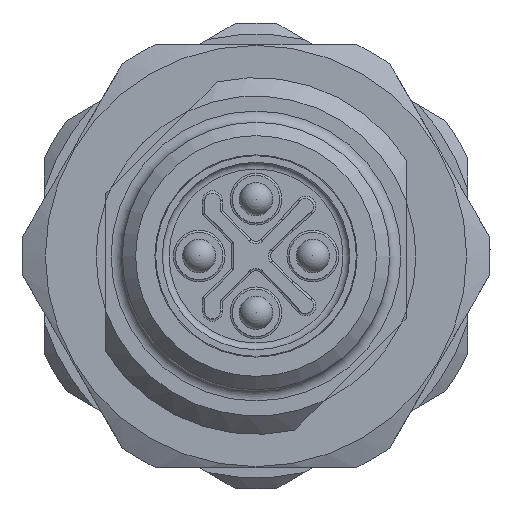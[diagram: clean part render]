
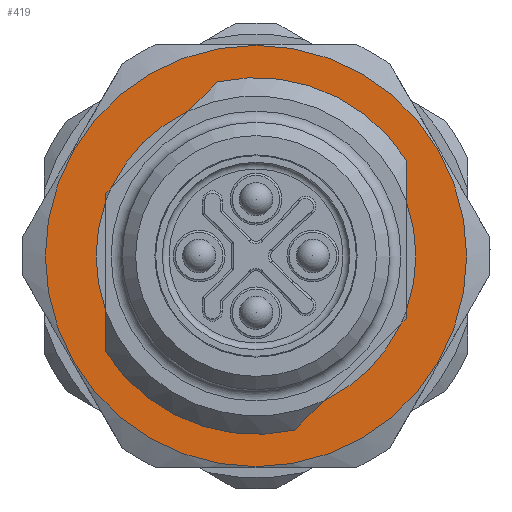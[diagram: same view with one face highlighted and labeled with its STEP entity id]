
A CAD part, left-side view. The second image highlights one B-rep face of the part: STEP entity #419.
In plain terms, the highlighted planar face has unit normal (-1, 0, 0).
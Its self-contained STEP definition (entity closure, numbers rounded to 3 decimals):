
#86=PLANE('',#4972);
#277=FACE_BOUND('',#1068,.T.);
#278=FACE_BOUND('',#1069,.T.);
#419=ADVANCED_FACE('',(#277,#278),#86,.T.);
#1068=EDGE_LOOP('',(#2330));
#1069=EDGE_LOOP('',(#2331,#2332,#2333,#2334,#2335,#2336,#2337,#2338,#2339,
#2340,#2341,#2342,#2343,#2344));
#1359=LINE('',#6976,#1688);
#1363=LINE('',#6994,#1692);
#1370=LINE('',#7012,#1699);
#1373=LINE('',#7027,#1702);
#1380=LINE('',#7048,#1709);
#1384=LINE('',#7066,#1713);
#1389=LINE('',#7083,#1718);
#1392=LINE('',#7098,#1721);
#1688=VECTOR('',#5451,1.);
#1692=VECTOR('',#5455,1.);
#1699=VECTOR('',#5464,1.);
#1702=VECTOR('',#5467,1.);
#1709=VECTOR('',#5480,1.);
#1713=VECTOR('',#5484,1.);
#1718=VECTOR('',#5491,1.);
#1721=VECTOR('',#5494,1.);
#2330=ORIENTED_EDGE('',*,*,#4051,.F.);
#2331=ORIENTED_EDGE('',*,*,#4052,.F.);
#2332=ORIENTED_EDGE('',*,*,#3864,.T.);
#2333=ORIENTED_EDGE('',*,*,#3872,.T.);
#2334=ORIENTED_EDGE('',*,*,#4053,.F.);
#2335=ORIENTED_EDGE('',*,*,#3877,.T.);
#2336=ORIENTED_EDGE('',*,*,#4044,.F.);
#2337=ORIENTED_EDGE('',*,*,#3898,.F.);
#2338=ORIENTED_EDGE('',*,*,#4054,.F.);
#2339=ORIENTED_EDGE('',*,*,#3903,.F.);
#2340=ORIENTED_EDGE('',*,*,#3886,.F.);
#2341=ORIENTED_EDGE('',*,*,#4055,.F.);
#2342=ORIENTED_EDGE('',*,*,#3892,.F.);
#2343=ORIENTED_EDGE('',*,*,#3908,.F.);
#2344=ORIENTED_EDGE('',*,*,#3858,.T.);
#3399=VERTEX_POINT('',#6975);
#3400=VERTEX_POINT('',#6977);
#3405=VERTEX_POINT('',#6993);
#3406=VERTEX_POINT('',#6995);
#3411=VERTEX_POINT('',#7011);
#3415=VERTEX_POINT('',#7026);
#3416=VERTEX_POINT('',#7028);
#3422=VERTEX_POINT('',#7047);
#3423=VERTEX_POINT('',#7049);
#3428=VERTEX_POINT('',#7065);
#3429=VERTEX_POINT('',#7067);
#3433=VERTEX_POINT('',#7082);
#3434=VERTEX_POINT('',#7084);
#3438=VERTEX_POINT('',#7099);
#3551=VERTEX_POINT('',#7473);
#3858=EDGE_CURVE('',#3400,#3399,#1359,.T.);
#3864=EDGE_CURVE('',#3406,#3405,#1363,.T.);
#3872=EDGE_CURVE('',#3405,#3411,#1370,.T.);
#3877=EDGE_CURVE('',#3416,#3415,#1373,.T.);
#3886=EDGE_CURVE('',#3422,#3423,#1380,.T.);
#3892=EDGE_CURVE('',#3428,#3429,#1384,.T.);
#3898=EDGE_CURVE('',#3433,#3434,#1389,.T.);
#3903=EDGE_CURVE('',#3423,#3438,#1392,.T.);
#3908=EDGE_CURVE('',#3400,#3428,#4540,.T.);
#4044=EDGE_CURVE('',#3434,#3415,#4612,.T.);
#4051=EDGE_CURVE('',#3551,#3551,#4619,.T.);
#4052=EDGE_CURVE('',#3406,#3399,#4620,.T.);
#4053=EDGE_CURVE('',#3416,#3411,#4621,.T.);
#4054=EDGE_CURVE('',#3438,#3433,#4622,.T.);
#4055=EDGE_CURVE('',#3429,#3422,#4623,.T.);
#4540=CIRCLE('',#4849,8.);
#4612=CIRCLE('',#4941,8.);
#4619=CIRCLE('',#4967,9.45);
#4620=CIRCLE('',#4968,7.172);
#4621=CIRCLE('',#4969,7.172);
#4622=CIRCLE('',#4970,7.172);
#4623=CIRCLE('',#4971,7.172);
#4849=AXIS2_PLACEMENT_3D('',#7107,#5504,#5505);
#4941=AXIS2_PLACEMENT_3D('',#7440,#5728,#5729);
#4967=AXIS2_PLACEMENT_3D('',#7472,#5780,#5781);
#4968=AXIS2_PLACEMENT_3D('',#7474,#5782,#5783);
#4969=AXIS2_PLACEMENT_3D('',#7475,#5784,#5785);
#4970=AXIS2_PLACEMENT_3D('',#7476,#5786,#5787);
#4971=AXIS2_PLACEMENT_3D('',#7477,#5788,#5789);
#4972=AXIS2_PLACEMENT_3D('',#7478,#5790,#5791);
#5451=DIRECTION('',(0.,0.,-1.));
#5455=DIRECTION('',(0.,0.,-1.));
#5464=DIRECTION('',(0.,0.707,-0.707));
#5467=DIRECTION('',(0.,0.707,-0.707));
#5480=DIRECTION('',(0.,0.707,-0.707));
#5484=DIRECTION('',(0.,0.707,-0.707));
#5491=DIRECTION('',(0.,0.,-1.));
#5494=DIRECTION('',(0.,0.,-1.));
#5504=DIRECTION('',(-1.,0.,0.));
#5505=DIRECTION('',(0.,0.,-1.));
#5728=DIRECTION('',(-1.,0.,0.));
#5729=DIRECTION('',(0.,0.,-1.));
#5780=DIRECTION('',(1.,0.,0.));
#5781=DIRECTION('',(0.,0.,-1.));
#5782=DIRECTION('',(-1.,0.,0.));
#5783=DIRECTION('',(0.,0.,1.));
#5784=DIRECTION('',(-1.,0.,0.));
#5785=DIRECTION('',(0.,0.,1.));
#5786=DIRECTION('',(-1.,0.,0.));
#5787=DIRECTION('',(0.,0.,1.));
#5788=DIRECTION('',(-1.,0.,0.));
#5789=DIRECTION('',(0.,0.,1.));
#5790=DIRECTION('',(-1.,0.,0.));
#5791=DIRECTION('',(0.,0.,1.));
#6975=CARTESIAN_POINT('',(12.25,-6.75,2.424));
#6976=CARTESIAN_POINT('',(12.25,-6.75,5.744));
#6977=CARTESIAN_POINT('',(12.25,-6.75,4.294));
#6993=CARTESIAN_POINT('',(12.25,-6.75,-2.796));
#6994=CARTESIAN_POINT('',(12.25,-6.75,5.744));
#6995=CARTESIAN_POINT('',(12.25,-6.75,-2.424));
#7011=CARTESIAN_POINT('',(12.25,-6.487,-3.059));
#7012=CARTESIAN_POINT('',(12.25,-6.75,-2.796));
#7026=CARTESIAN_POINT('',(12.25,-1.737,-7.809));
#7027=CARTESIAN_POINT('',(12.25,-6.75,-2.796));
#7028=CARTESIAN_POINT('',(12.25,-3.059,-6.487));
#7047=CARTESIAN_POINT('',(12.25,6.487,3.059));
#7048=CARTESIAN_POINT('',(12.25,0.711,8.835));
#7049=CARTESIAN_POINT('',(12.25,6.75,2.796));
#7065=CARTESIAN_POINT('',(12.25,1.737,7.809));
#7066=CARTESIAN_POINT('',(12.25,0.711,8.835));
#7067=CARTESIAN_POINT('',(12.25,3.059,6.487));
#7082=CARTESIAN_POINT('',(12.25,6.75,-2.424));
#7083=CARTESIAN_POINT('',(12.25,6.75,2.796));
#7084=CARTESIAN_POINT('',(12.25,6.75,-4.294));
#7098=CARTESIAN_POINT('',(12.25,6.75,2.796));
#7099=CARTESIAN_POINT('',(12.25,6.75,2.424));
#7107=CARTESIAN_POINT('',(12.25,0.,0.));
#7440=CARTESIAN_POINT('',(12.25,0.,0.));
#7472=CARTESIAN_POINT('',(12.25,0.,0.));
#7473=CARTESIAN_POINT('',(12.25,0.,-9.45));
#7474=CARTESIAN_POINT('',(12.25,0.,0.));
#7475=CARTESIAN_POINT('',(12.25,0.,0.));
#7476=CARTESIAN_POINT('',(12.25,0.,0.));
#7477=CARTESIAN_POINT('',(12.25,0.,0.));
#7478=CARTESIAN_POINT('',(12.25,0.,0.));
